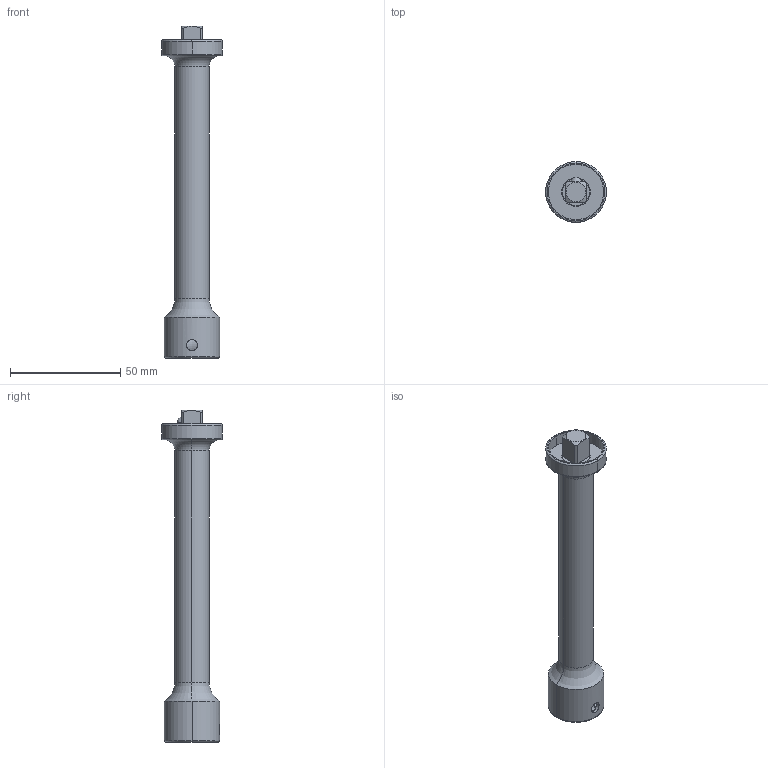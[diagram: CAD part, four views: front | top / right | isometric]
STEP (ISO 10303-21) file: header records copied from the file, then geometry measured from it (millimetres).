
FILE_DESCRIPTION((''),'2;1');
FILE_NAME('4027323104_ASM','2024-05-24T18:19:14',('INEVDh'),(''),'CREO PARAMETRIC BY PTC INC, 2022414','CREO PARAMETRIC BY PTC INC, 2022414','');
FILE_SCHEMA(('CONFIG_CONTROL_DESIGN','SHAPE_APPEARANCE_LAYERS_GROUPS'));
Length unit declared in the file: millimetre
Products named in the file (3): 4027123444; 4027047228; 4027323104_ASM
Assembly tree (2 placements, depth 2):
  4027323104_ASM
    4027123444
    4027047228
Bounding box: 27.5 x 27.5 x 150.3 mm (x, y, z)
Volume: 31363.3 mm3; surface area: 23323.9 mm2
Topology: 3 solids, 3 shells, 90 faces, 228 edges, 139 vertices
Faces by surface type: cylinder 37, plane 22, torus 17, cone 10, sphere 2, bspline 2
Entity records: 4485 total; most frequent: CARTESIAN_POINT 1550, DIRECTION 464, ORIENTED_EDGE 444, PRESENTATION_STYLE_ASSIGNMENT 227, STYLED_ITEM 225, CURVE_STYLE 222, EDGE_CURVE 222, AXIS2_PLACEMENT_3D 198
